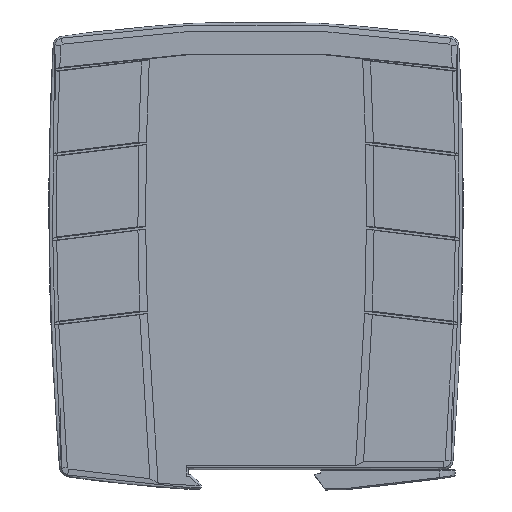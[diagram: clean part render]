
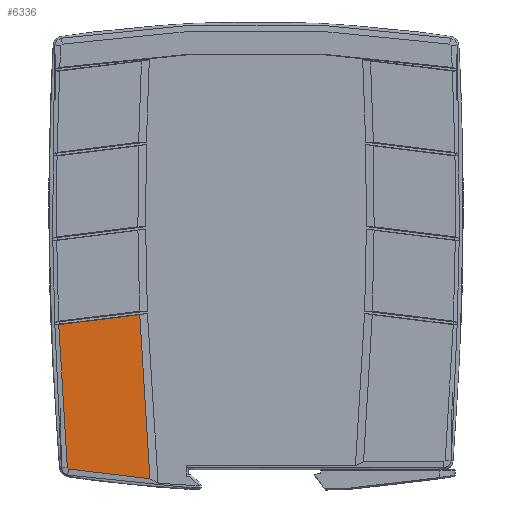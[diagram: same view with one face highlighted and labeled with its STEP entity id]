
A CAD part, top view. The second image highlights one B-rep face of the part: STEP entity #6336.
In plain terms, the highlighted planar face has unit normal (0, 0, 1).
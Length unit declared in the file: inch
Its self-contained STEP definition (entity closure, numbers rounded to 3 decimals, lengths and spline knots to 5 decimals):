
#1941 =( BOUNDED_CURVE ( )  B_SPLINE_CURVE ( 2, ( #28122, #30664, #19628 ),
 .UNSPECIFIED., .F., .F. ) 
 B_SPLINE_CURVE_WITH_KNOTS ( ( 3, 3 ),
 ( 0., 0.02111 ),
 .UNSPECIFIED. ) 
 CURVE ( )  GEOMETRIC_REPRESENTATION_ITEM ( )  RATIONAL_B_SPLINE_CURVE ( ( 1., 0.999, 1. ) ) 
 REPRESENTATION_ITEM ( '' )  );
#2028 =( BOUNDED_CURVE ( )  B_SPLINE_CURVE ( 2, ( #30047, #8039, #32688 ),
 .UNSPECIFIED., .F., .F. ) 
 B_SPLINE_CURVE_WITH_KNOTS ( ( 3, 3 ),
 ( 0., 0.00053 ),
 .UNSPECIFIED. ) 
 CURVE ( )  GEOMETRIC_REPRESENTATION_ITEM ( )  RATIONAL_B_SPLINE_CURVE ( ( 1., 0.785, 1. ) ) 
 REPRESENTATION_ITEM ( '' )  );
#2576 = EDGE_CURVE ( 'NONE', #31205, #16165, #1941, .T. ) ;
#2872 = ORIENTED_EDGE ( 'NONE', *, *, #20448, .F. ) ;
#4078 = CARTESIAN_POINT ( 'NONE',  ( -2.00889, 1.47549, 0.35039 ) ) ;
#4837 = CARTESIAN_POINT ( 'NONE',  ( -1.18409, 1.57743, 0.35039 ) ) ;
#6336 = ADVANCED_FACE ( 'NONE', ( #20868 ), #16337, .T. ) ;
#6763 = CARTESIAN_POINT ( 'NONE',  ( -1.08028, -0.09253, 0.35039 ) ) ;
#8039 = CARTESIAN_POINT ( 'NONE',  ( -1.92, 0.00743, 0.35039 ) ) ;
#8457 = CARTESIAN_POINT ( 'NONE',  ( -1.15486, 0.74103, 0.35039 ) ) ;
#9262 = CARTESIAN_POINT ( 'NONE',  ( -1.92104, 0.01987, 0.35039 ) ) ;
#9680 =( BOUNDED_CURVE ( )  B_SPLINE_CURVE ( 2, ( #16693, #35996, #13997 ),
 .UNSPECIFIED., .F., .F. ) 
 B_SPLINE_CURVE_WITH_KNOTS ( ( 3, 3 ),
 ( 0., 0.03704 ),
 .UNSPECIFIED. ) 
 CURVE ( )  GEOMETRIC_REPRESENTATION_ITEM ( )  RATIONAL_B_SPLINE_CURVE ( ( 0.999, 0.999, 1. ) ) 
 REPRESENTATION_ITEM ( '' )  );
#11308 = EDGE_CURVE ( 'NONE', #16165, #22986, #9680, .T. ) ;
#12572 =( BOUNDED_CURVE ( )  B_SPLINE_CURVE ( 2, ( #28053, #19786, #6763 ),
 .UNSPECIFIED., .F., .F. ) 
 B_SPLINE_CURVE_WITH_KNOTS ( ( 3, 3 ),
 ( 0., 0.02117 ),
 .UNSPECIFIED. ) 
 CURVE ( )  GEOMETRIC_REPRESENTATION_ITEM ( )  RATIONAL_B_SPLINE_CURVE ( ( 1., 0.999, 0.999 ) ) 
 REPRESENTATION_ITEM ( '' )  );
#13997 = CARTESIAN_POINT ( 'NONE',  ( -1.92104, 0.01987, 0.35039 ) ) ;
#14162 = AXIS2_PLACEMENT_3D ( 'NONE', #21980, #19281, #29966 ) ;
#14166 = CARTESIAN_POINT ( 'NONE',  ( -1.08028, -0.09253, 0.35039 ) ) ;
#14181 = ORIENTED_EDGE ( 'NONE', *, *, #2576, .T. ) ;
#14407 = EDGE_CURVE ( 'NONE', #22986, #28223, #2028, .T. ) ;
#16165 = VERTEX_POINT ( 'NONE', #4078 ) ;
#16337 = PLANE ( 'NONE',  #14162 ) ;
#16375 = CARTESIAN_POINT ( 'NONE',  ( -1.90769, 0.00555, 0.35039 ) ) ;
#16693 = CARTESIAN_POINT ( 'NONE',  ( -2.00889, 1.47549, 0.35039 ) ) ;
#17076 =( BOUNDED_CURVE ( )  B_SPLINE_CURVE ( 2, ( #22712, #8457, #14166 ),
 .UNSPECIFIED., .F., .F. ) 
 B_SPLINE_CURVE_WITH_KNOTS ( ( 3, 3 ),
 ( 0., 0.04251 ),
 .UNSPECIFIED. ) 
 CURVE ( )  GEOMETRIC_REPRESENTATION_ITEM ( )  RATIONAL_B_SPLINE_CURVE ( ( 1., 1., 1. ) ) 
 REPRESENTATION_ITEM ( '' )  );
#19281 = DIRECTION ( 'NONE',  ( 0., 0., 1. ) ) ;
#19628 = CARTESIAN_POINT ( 'NONE',  ( -2.00889, 1.47549, 0.35039 ) ) ;
#19786 = CARTESIAN_POINT ( 'NONE',  ( -1.49558, -0.05707, 0.35039 ) ) ;
#20448 = EDGE_CURVE ( 'NONE', #31205, #27380, #17076, .T. ) ;
#20868 = FACE_OUTER_BOUND ( 'NONE', #23058, .T. ) ;
#21980 = CARTESIAN_POINT ( 'NONE',  ( -1.0143, 2.25769, 0.35039 ) ) ;
#22712 = CARTESIAN_POINT ( 'NONE',  ( -1.18409, 1.57743, 0.35039 ) ) ;
#22986 = VERTEX_POINT ( 'NONE', #9262 ) ;
#23058 = EDGE_LOOP ( 'NONE', ( #2872, #14181, #32276, #24446, #24437 ) ) ;
#24437 = ORIENTED_EDGE ( 'NONE', *, *, #26905, .T. ) ;
#24446 = ORIENTED_EDGE ( 'NONE', *, *, #14407, .T. ) ;
#26905 = EDGE_CURVE ( 'NONE', #28223, #27380, #12572, .T. ) ;
#27380 = VERTEX_POINT ( 'NONE', #29173 ) ;
#28053 = CARTESIAN_POINT ( 'NONE',  ( -1.90769, 0.00555, 0.35039 ) ) ;
#28122 = CARTESIAN_POINT ( 'NONE',  ( -1.18409, 1.57743, 0.35039 ) ) ;
#28223 = VERTEX_POINT ( 'NONE', #16375 ) ;
#29173 = CARTESIAN_POINT ( 'NONE',  ( -1.08028, -0.09253, 0.35039 ) ) ;
#29966 = DIRECTION ( 'NONE',  ( 1., 0., 0. ) ) ;
#30047 = CARTESIAN_POINT ( 'NONE',  ( -1.92104, 0.01987, 0.35039 ) ) ;
#30664 = CARTESIAN_POINT ( 'NONE',  ( -1.5981, 1.53963, 0.35039 ) ) ;
#31205 = VERTEX_POINT ( 'NONE', #4837 ) ;
#32276 = ORIENTED_EDGE ( 'NONE', *, *, #11308, .T. ) ;
#32688 = CARTESIAN_POINT ( 'NONE',  ( -1.90769, 0.00555, 0.35039 ) ) ;
#35996 = CARTESIAN_POINT ( 'NONE',  ( -1.98174, 0.74666, 0.35039 ) ) ;
